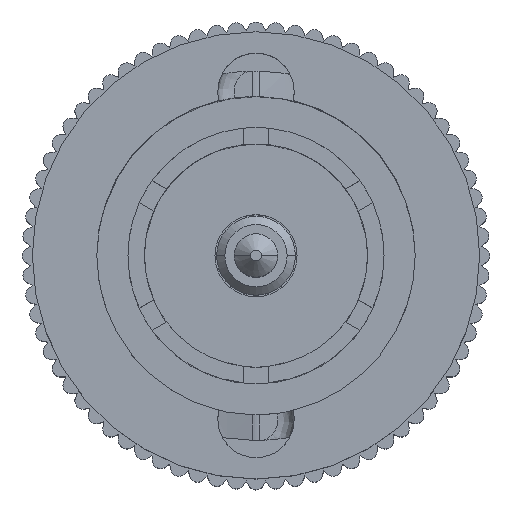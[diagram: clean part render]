
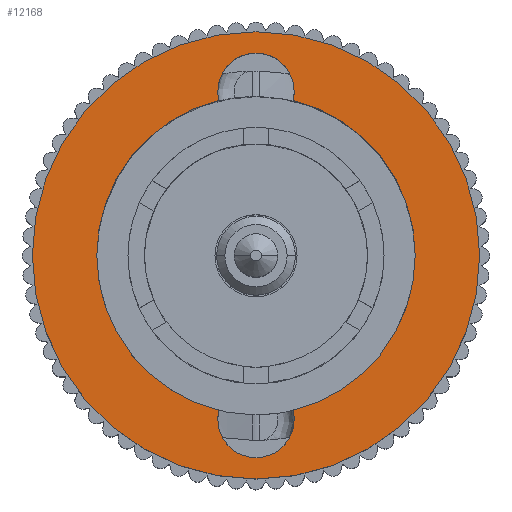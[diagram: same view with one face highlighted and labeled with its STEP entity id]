
A CAD part, top view. The second image highlights one B-rep face of the part: STEP entity #12168.
In plain terms, the highlighted planar face has unit normal (0, 0, 1).
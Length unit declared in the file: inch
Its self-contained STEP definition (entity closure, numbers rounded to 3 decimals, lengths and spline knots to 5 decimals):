
#1722 = CARTESIAN_POINT ( 'NONE',  ( 0.0465, -0.2, 0. ) ) ;
#1723 = CARTESIAN_POINT ( 'NONE',  ( -0.0465, -0.2, 0. ) ) ;
#1828 = CARTESIAN_POINT ( 'NONE',  ( 0.0465, 0.2, 0. ) ) ;
#1861 = DIRECTION ( 'NONE',  ( -1., 0., 0. ) ) ;
#1862 = DIRECTION ( 'NONE',  ( 0., 0., 1. ) ) ;
#1863 = CARTESIAN_POINT ( 'NONE',  ( 0., 0.2, 0. ) ) ;
#1864 = AXIS2_PLACEMENT_3D ( 'NONE', #1863, #1862, #1861 ) ;
#1865 = CIRCLE ( 'NONE', #1864, 0.0465 ) ;
#2844 = DIRECTION ( 'NONE',  ( 1., 0., 0. ) ) ;
#2845 = DIRECTION ( 'NONE',  ( 0., 0., 1. ) ) ;
#2846 = CARTESIAN_POINT ( 'NONE',  ( 0., 0., 0. ) ) ;
#2847 = AXIS2_PLACEMENT_3D ( 'NONE', #2846, #2845, #2844 ) ;
#2848 = CIRCLE ( 'NONE', #2847, 0.194 ) ;
#2862 = DIRECTION ( 'NONE',  ( 1., 0., 0. ) ) ;
#2863 = DIRECTION ( 'NONE',  ( 0., 0., 1. ) ) ;
#2864 = CARTESIAN_POINT ( 'NONE',  ( 0., -0.2, 0. ) ) ;
#2865 = AXIS2_PLACEMENT_3D ( 'NONE', #2864, #2863, #2862 ) ;
#2866 = CIRCLE ( 'NONE', #2865, 0.0465 ) ;
#4463 = EDGE_CURVE ( 'NONE', #14331, #11184, #7828, .T. ) ;
#5870 = CARTESIAN_POINT ( 'NONE',  ( -0.0451, 0.18868, 0. ) ) ;
#5882 = CARTESIAN_POINT ( 'NONE',  ( -0.0451, -0.18868, 0. ) ) ;
#5940 = CARTESIAN_POINT ( 'NONE',  ( -0.0465, 0.2, 0. ) ) ;
#5953 = DIRECTION ( 'NONE',  ( -1., 0., 0. ) ) ;
#5954 = DIRECTION ( 'NONE',  ( 0., 0., 1. ) ) ;
#5955 = CARTESIAN_POINT ( 'NONE',  ( 0., 0.2, 0. ) ) ;
#5956 = AXIS2_PLACEMENT_3D ( 'NONE', #5955, #5954, #5953 ) ;
#5957 = CIRCLE ( 'NONE', #5956, 0.0465 ) ;
#6012 = CARTESIAN_POINT ( 'NONE',  ( 0.0451, 0.18868, 0. ) ) ;
#6027 = DIRECTION ( 'NONE',  ( 1., 0., 0. ) ) ;
#6028 = DIRECTION ( 'NONE',  ( 0., 0., 1. ) ) ;
#6029 = AXIS2_PLACEMENT_3D ( 'NONE', #6037, #6028, #6027 ) ;
#6030 = CIRCLE ( 'NONE', #6029, 0.194 ) ;
#6037 = CARTESIAN_POINT ( 'NONE',  ( 0., 0., 0. ) ) ;
#7548 = VERTEX_POINT ( 'NONE', #8853 ) ;
#7602 = VERTEX_POINT ( 'NONE', #8957 ) ;
#7607 = EDGE_CURVE ( 'NONE', #7548, #7602, #8951, .T. ) ;
#7824 = DIRECTION ( 'NONE',  ( 1., 0., 0. ) ) ;
#7825 = DIRECTION ( 'NONE',  ( 0., 0., 1. ) ) ;
#7826 = CARTESIAN_POINT ( 'NONE',  ( 0., -0.2, 0. ) ) ;
#7827 = AXIS2_PLACEMENT_3D ( 'NONE', #7826, #7825, #7824 ) ;
#7828 = CIRCLE ( 'NONE', #7827, 0.0465 ) ;
#8853 = CARTESIAN_POINT ( 'NONE',  ( 0.2725, 0., 0. ) ) ;
#8947 = DIRECTION ( 'NONE',  ( 1., 0., 0. ) ) ;
#8948 = DIRECTION ( 'NONE',  ( 0., 0., 1. ) ) ;
#8949 = CARTESIAN_POINT ( 'NONE',  ( 0., 0., 0. ) ) ;
#8950 = AXIS2_PLACEMENT_3D ( 'NONE', #8949, #8948, #8947 ) ;
#8951 = CIRCLE ( 'NONE', #8950, 0.2725 ) ;
#8957 = CARTESIAN_POINT ( 'NONE',  ( -0.2725, 0., 0. ) ) ;
#9161 = CARTESIAN_POINT ( 'NONE',  ( -0.194, 0., 0. ) ) ;
#9361 = CARTESIAN_POINT ( 'NONE',  ( 0., -0.2, 0. ) ) ;
#9362 = AXIS2_PLACEMENT_3D ( 'NONE', #9361, #9412, #9411 ) ;
#9370 = CIRCLE ( 'NONE', #9362, 0.0465 ) ;
#9385 = CARTESIAN_POINT ( 'NONE',  ( 0.194, 0., 0. ) ) ;
#9392 = DIRECTION ( 'NONE',  ( 1., 0., 0. ) ) ;
#9393 = DIRECTION ( 'NONE',  ( 0., 0., 1. ) ) ;
#9394 = CARTESIAN_POINT ( 'NONE',  ( 0., 0., 0. ) ) ;
#9395 = AXIS2_PLACEMENT_3D ( 'NONE', #9394, #9393, #9392 ) ;
#9396 = CIRCLE ( 'NONE', #9395, 0.194 ) ;
#9411 = DIRECTION ( 'NONE',  ( 1., 0., 0. ) ) ;
#9412 = DIRECTION ( 'NONE',  ( 0., 0., 1. ) ) ;
#9423 = DIRECTION ( 'NONE',  ( 1., 0., 0. ) ) ;
#9424 = DIRECTION ( 'NONE',  ( 0., 0., 1. ) ) ;
#9425 = CARTESIAN_POINT ( 'NONE',  ( 0., 0., 0. ) ) ;
#9426 = AXIS2_PLACEMENT_3D ( 'NONE', #9425, #9424, #9423 ) ;
#9427 = CIRCLE ( 'NONE', #9426, 0.194 ) ;
#9432 = CARTESIAN_POINT ( 'NONE',  ( 0.0451, -0.18868, 0. ) ) ;
#10464 = DIRECTION ( 'NONE',  ( 1., 0., 0. ) ) ;
#10465 = DIRECTION ( 'NONE',  ( 0., 0., 1. ) ) ;
#10466 = CARTESIAN_POINT ( 'NONE',  ( 0., 0., 0. ) ) ;
#10467 = AXIS2_PLACEMENT_3D ( 'NONE', #10466, #10465, #10464 ) ;
#10468 = CIRCLE ( 'NONE', #10467, 0.2725 ) ;
#10479 = PLANE ( 'NONE',  #10535 ) ;
#10480 = CARTESIAN_POINT ( 'NONE',  ( 0.2725, 0., 0. ) ) ;
#10481 = FACE_OUTER_BOUND ( 'NONE', #12188, .T. ) ;
#10486 = FACE_BOUND ( 'NONE', #12118, .T. ) ;
#10509 = DIRECTION ( 'NONE',  ( -1., 0., 0. ) ) ;
#10510 = DIRECTION ( 'NONE',  ( 0., 0., 1. ) ) ;
#10511 = CARTESIAN_POINT ( 'NONE',  ( 0., 0.2, 0. ) ) ;
#10512 = AXIS2_PLACEMENT_3D ( 'NONE', #10511, #10510, #10509 ) ;
#10513 = CIRCLE ( 'NONE', #10512, 0.0465 ) ;
#10533 = DIRECTION ( 'NONE',  ( 1., 0., 0. ) ) ;
#10534 = DIRECTION ( 'NONE',  ( 0., 0., 1. ) ) ;
#10535 = AXIS2_PLACEMENT_3D ( 'NONE', #10480, #10534, #10533 ) ;
#10868 = VERTEX_POINT ( 'NONE', #9161 ) ;
#11155 = EDGE_CURVE ( 'NONE', #14328, #14331, #9370, .T. ) ;
#11165 = EDGE_CURVE ( 'NONE', #11184, #11169, #9396, .T. ) ;
#11169 = VERTEX_POINT ( 'NONE', #9385 ) ;
#11184 = VERTEX_POINT ( 'NONE', #9432 ) ;
#11188 = EDGE_CURVE ( 'NONE', #10868, #14385, #9427, .T. ) ;
#12118 = EDGE_LOOP ( 'NONE', ( #12134, #13011, #13013, #12174, #12178, #12179, #12182, #13026, #13030, #13032 ) ) ;
#12134 = ORIENTED_EDGE ( 'NONE', *, *, #13006, .F. ) ;
#12156 = ORIENTED_EDGE ( 'NONE', *, *, #12158, .T. ) ;
#12157 = ORIENTED_EDGE ( 'NONE', *, *, #7607, .T. ) ;
#12158 = EDGE_CURVE ( 'NONE', #7602, #7548, #10468, .T. ) ;
#12168 = ADVANCED_FACE ( 'NONE', ( #10486, #10481 ), #10479, .T. ) ;
#12174 = ORIENTED_EDGE ( 'NONE', *, *, #12177, .F. ) ;
#12177 = EDGE_CURVE ( 'NONE', #14454, #14359, #10513, .T. ) ;
#12178 = ORIENTED_EDGE ( 'NONE', *, *, #14475, .F. ) ;
#12179 = ORIENTED_EDGE ( 'NONE', *, *, #11165, .F. ) ;
#12182 = ORIENTED_EDGE ( 'NONE', *, *, #4463, .F. ) ;
#12188 = EDGE_LOOP ( 'NONE', ( #12157, #12156 ) ) ;
#13006 = EDGE_CURVE ( 'NONE', #14398, #10868, #2848, .T. ) ;
#13011 = ORIENTED_EDGE ( 'NONE', *, *, #14423, .F. ) ;
#13013 = ORIENTED_EDGE ( 'NONE', *, *, #14369, .F. ) ;
#13026 = ORIENTED_EDGE ( 'NONE', *, *, #11155, .F. ) ;
#13029 = EDGE_CURVE ( 'NONE', #14385, #14328, #2866, .T. ) ;
#13030 = ORIENTED_EDGE ( 'NONE', *, *, #13029, .F. ) ;
#13032 = ORIENTED_EDGE ( 'NONE', *, *, #11188, .F. ) ;
#14328 = VERTEX_POINT ( 'NONE', #1723 ) ;
#14331 = VERTEX_POINT ( 'NONE', #1722 ) ;
#14359 = VERTEX_POINT ( 'NONE', #1828 ) ;
#14369 = EDGE_CURVE ( 'NONE', #14359, #14427, #1865, .T. ) ;
#14385 = VERTEX_POINT ( 'NONE', #5882 ) ;
#14398 = VERTEX_POINT ( 'NONE', #5870 ) ;
#14423 = EDGE_CURVE ( 'NONE', #14427, #14398, #5957, .T. ) ;
#14427 = VERTEX_POINT ( 'NONE', #5940 ) ;
#14454 = VERTEX_POINT ( 'NONE', #6012 ) ;
#14475 = EDGE_CURVE ( 'NONE', #11169, #14454, #6030, .T. ) ;
